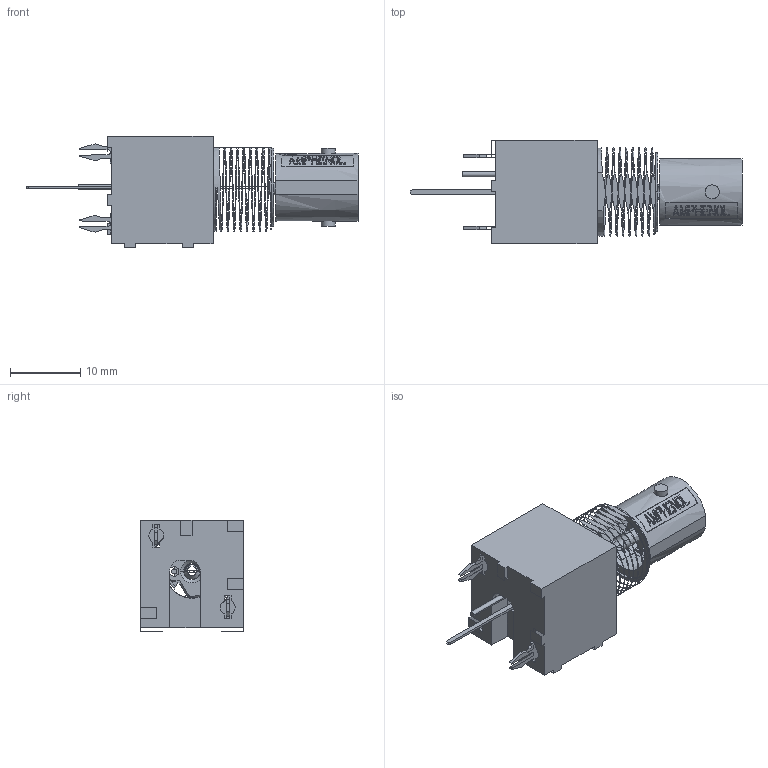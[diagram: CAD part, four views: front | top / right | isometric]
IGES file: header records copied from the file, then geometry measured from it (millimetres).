
Start section:  PTC IGES file: 31-71059-1010.igs
Global section: file name: 31-71059-1010.igs; native system: Pro/ENGINEER by Parametric Technology Corporation; preprocessor: 2008010; author: clementlazer; organization: Unknown; date: 20091001.144844; units: inch
Bounding box: 47.16 x 14.73 x 15.88 mm (x, y, z)
Surface area: 2475.1 mm2 (no closed solid volume)
Topology: 0 solids, 0 shells, 144 faces, 1403 edges, 1403 vertices
Faces by surface type: bspline 81, revolution 63
